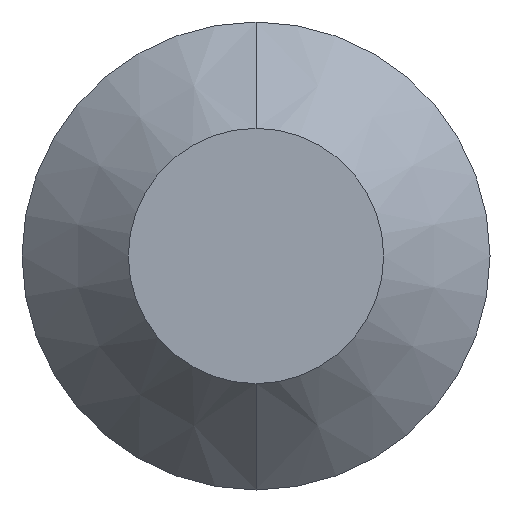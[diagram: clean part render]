
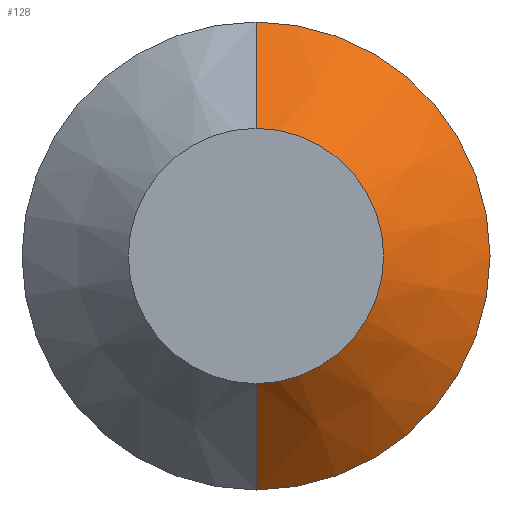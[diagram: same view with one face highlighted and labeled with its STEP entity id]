
A CAD part, front view. The second image highlights one B-rep face of the part: STEP entity #128.
In plain terms, the highlighted conical face has half-angle 45 degrees and reference radius 1.1 mm.
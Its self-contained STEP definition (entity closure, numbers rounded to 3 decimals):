
#17 = VERTEX_POINT ( 'NONE', #211 ) ;
#19 = AXIS2_PLACEMENT_3D ( 'NONE', #71, #199, #181 ) ;
#21 = VERTEX_POINT ( 'NONE', #196 ) ;
#34 = CARTESIAN_POINT ( 'NONE',  ( 0., 0., 1.1 ) ) ;
#38 = ORIENTED_EDGE ( 'NONE', *, *, #82, .F. ) ;
#54 = FACE_OUTER_BOUND ( 'NONE', #220, .T. ) ;
#71 = CARTESIAN_POINT ( 'NONE',  ( 0., 0., 0. ) ) ;
#72 = DIRECTION ( 'NONE',  ( 0., 0.707, 0.707 ) ) ;
#80 = VECTOR ( 'NONE', #93, 1000. ) ;
#82 = EDGE_CURVE ( 'NONE', #226, #17, #223, .T. ) ;
#93 = DIRECTION ( 'NONE',  ( 0., 0.707, -0.707 ) ) ;
#98 = DIRECTION ( 'NONE',  ( 0., 0., 1. ) ) ;
#106 = CARTESIAN_POINT ( 'NONE',  ( 0., -0.5, 0. ) ) ;
#109 = CIRCLE ( 'NONE', #19, 1.1 ) ;
#112 = EDGE_CURVE ( 'NONE', #17, #210, #201, .T. ) ;
#116 = AXIS2_PLACEMENT_3D ( 'NONE', #202, #168, #150 ) ;
#120 = DIRECTION ( 'NONE',  ( 0., -1., 0. ) ) ;
#128 = ADVANCED_FACE ( 'NONE', ( #54 ), #227, .T. ) ;
#148 = EDGE_CURVE ( 'NONE', #210, #21, #109, .T. ) ;
#150 = DIRECTION ( 'NONE',  ( 0., 0., 1. ) ) ;
#168 = DIRECTION ( 'NONE',  ( 0., 1., 0. ) ) ;
#169 = LINE ( 'NONE', #185, #80 ) ;
#181 = DIRECTION ( 'NONE',  ( 0., 0., 1. ) ) ;
#185 = CARTESIAN_POINT ( 'NONE',  ( 0., 0., -1.1 ) ) ;
#189 = ORIENTED_EDGE ( 'NONE', *, *, #112, .F. ) ;
#196 = CARTESIAN_POINT ( 'NONE',  ( 0., 0., -1.1 ) ) ;
#199 = DIRECTION ( 'NONE',  ( 0., 1., 0. ) ) ;
#200 = AXIS2_PLACEMENT_3D ( 'NONE', #106, #120, #98 ) ;
#201 = LINE ( 'NONE', #214, #221 ) ;
#202 = CARTESIAN_POINT ( 'NONE',  ( 0., 0., 0. ) ) ;
#203 = ORIENTED_EDGE ( 'NONE', *, *, #148, .F. ) ;
#206 = ORIENTED_EDGE ( 'NONE', *, *, #225, .T. ) ;
#210 = VERTEX_POINT ( 'NONE', #34 ) ;
#211 = CARTESIAN_POINT ( 'NONE',  ( 0., -0.5, 0.6 ) ) ;
#214 = CARTESIAN_POINT ( 'NONE',  ( 0., 0., 1.1 ) ) ;
#220 = EDGE_LOOP ( 'NONE', ( #38, #206, #203, #189 ) ) ;
#221 = VECTOR ( 'NONE', #72, 1000. ) ;
#223 = CIRCLE ( 'NONE', #200, 0.6 ) ;
#225 = EDGE_CURVE ( 'NONE', #226, #21, #169, .T. ) ;
#226 = VERTEX_POINT ( 'NONE', #232 ) ;
#227 = CONICAL_SURFACE ( 'NONE', #116, 1.1, 0.785 ) ;
#232 = CARTESIAN_POINT ( 'NONE',  ( 0., -0.5, -0.6 ) ) ;
